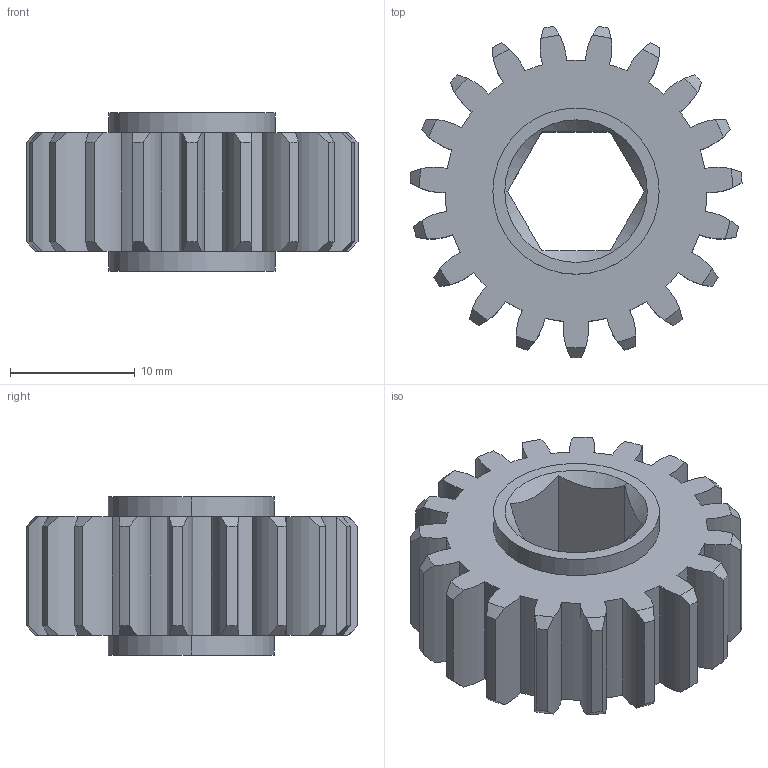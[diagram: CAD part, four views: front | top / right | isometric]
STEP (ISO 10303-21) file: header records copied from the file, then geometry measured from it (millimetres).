
FILE_DESCRIPTION (( 'STEP AP203' ), '1' );
FILE_NAME ('am-3645 19T 20DP 375hex Standard Gear.STEP', '2022-05-17T17:58:48', ( '' ), ( '' ), 'SwSTEP 2.0', 'SolidWorks 2021', '' );
FILE_SCHEMA (( 'CONFIG_CONTROL_DESIGN' ));
Length unit declared in the file: inch
Products named in the file (1): am-3645 19T 20DP 375hex Standard Gear
Bounding box: 26.64 x 26.55 x 12.7 mm (x, y, z)
Volume: 3594.3 mm3; surface area: 2721.6 mm2
Topology: 1 solids, 1 shells, 135 faces, 389 edges, 258 vertices
Faces by surface type: cylinder 83, cone 42, plane 10
Entity records: 4814 total; most frequent: CARTESIAN_POINT 1157, ORIENTED_EDGE 778, DIRECTION 777, EDGE_CURVE 389, AXIS2_PLACEMENT_3D 342, VERTEX_POINT 258, CIRCLE 206, EDGE_LOOP 139
